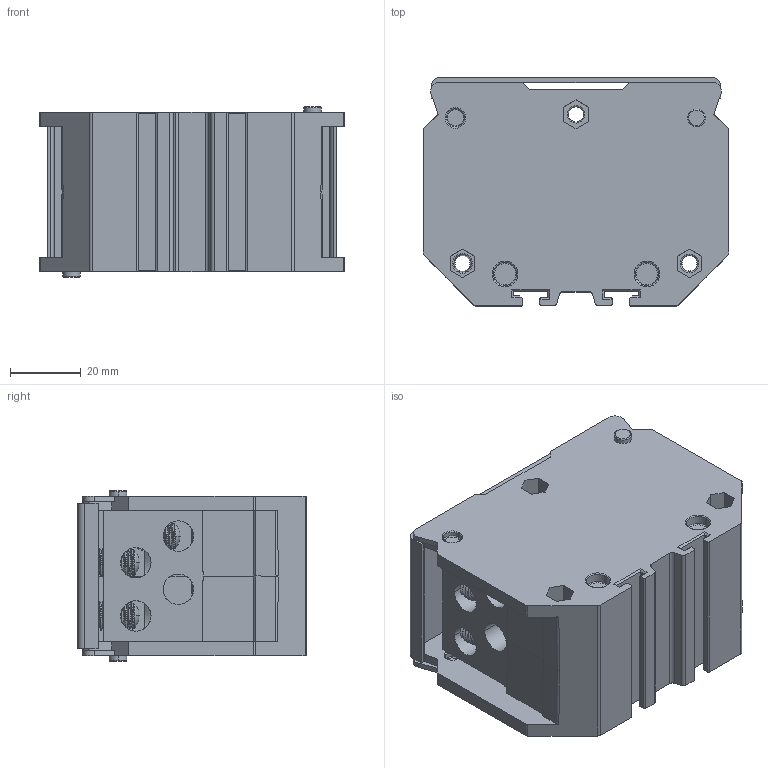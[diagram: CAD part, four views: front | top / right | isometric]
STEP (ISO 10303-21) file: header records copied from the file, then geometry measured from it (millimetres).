
FILE_DESCRIPTION((''),'2;1');
FILE_NAME('12','2023-05-17T',('Administrator'),(''),'PRO/ENGINEER BY PARAMETRIC TECHNOLOGY CORPORATION, 2013230','PRO/ENGINEER BY PARAMETRIC TECHNOLOGY CORPORATION, 2013230','');
FILE_SCHEMA(('CONFIG_CONTROL_DESIGN'));
Products named in the file (1): 12
Bounding box: 86 x 64.3 x 48 mm (x, y, z)
Volume: 108690.7 mm3; surface area: 59197.6 mm2
Topology: 3 solids, 3 shells, 773 faces, 2109 edges, 1301 vertices
Faces by surface type: plane 353, cylinder 211, bspline 90, torus 76, cone 37, sphere 6
Entity records: 47183 total; most frequent: CARTESIAN_POINT 23579, ORIENTED_EDGE 4190, DIRECTION 3410, EDGE_CURVE 2095, VERTEX_POINT 1301, VECTOR 1170, LINE 1170, AXIS2_PLACEMENT_3D 1120
